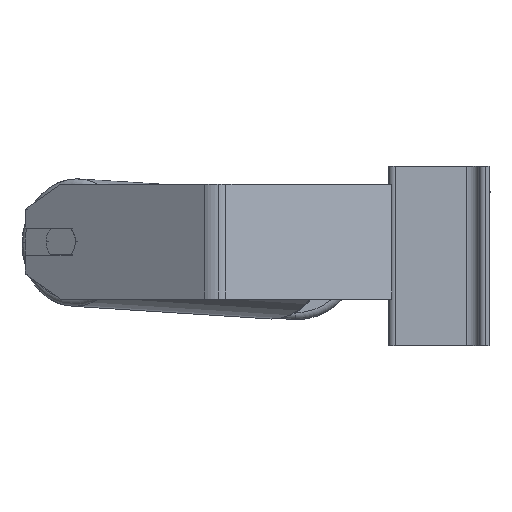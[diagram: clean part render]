
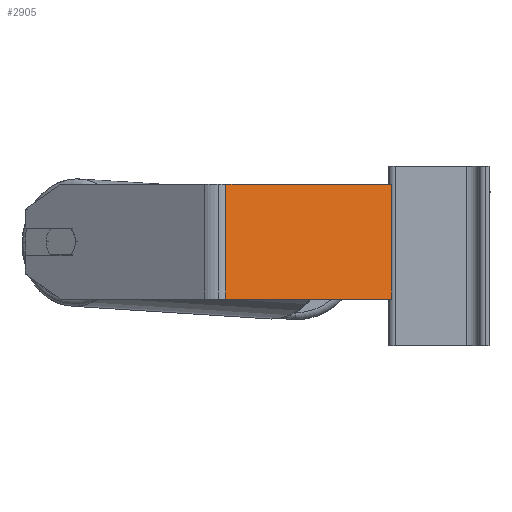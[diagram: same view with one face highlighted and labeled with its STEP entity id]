
A CAD part, left-side view. The second image highlights one B-rep face of the part: STEP entity #2905.
In plain terms, the highlighted planar face has unit normal (-0.94, -0.342, 0).
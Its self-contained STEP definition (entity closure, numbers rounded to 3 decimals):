
#104 = ORIENTED_EDGE ( 'NONE', *, *, #6546, .T. ) ;
#330 = VECTOR ( 'NONE', #3187, 1000. ) ;
#596 = PLANE ( 'NONE',  #2123 ) ;
#774 = ORIENTED_EDGE ( 'NONE', *, *, #9193, .F. ) ;
#1578 = VECTOR ( 'NONE', #10863, 1000. ) ;
#1607 = DIRECTION ( 'NONE',  ( -0.342, 0.94, 0. ) ) ;
#2123 = AXIS2_PLACEMENT_3D ( 'NONE', #3164, #9242, #1607 ) ;
#2893 = VERTEX_POINT ( 'NONE', #5604 ) ;
#2905 = ADVANCED_FACE ( 'NONE', ( #10795 ), #596, .F. ) ;
#3164 = CARTESIAN_POINT ( 'NONE',  ( -457.395, 139.249, 50. ) ) ;
#3169 = LINE ( 'NONE', #9247, #1578 ) ;
#3187 = DIRECTION ( 'NONE',  ( 0., 0., -1. ) ) ;
#3565 = VERTEX_POINT ( 'NONE', #6985 ) ;
#3739 = CARTESIAN_POINT ( 'NONE',  ( -457.395, 139.249, -30. ) ) ;
#3847 = LINE ( 'NONE', #4684, #7852 ) ;
#4033 = CARTESIAN_POINT ( 'NONE',  ( -412.518, 15.948, -30. ) ) ;
#4256 = LINE ( 'NONE', #3739, #8353 ) ;
#4684 = CARTESIAN_POINT ( 'NONE',  ( -412.518, 15.948, 50. ) ) ;
#5133 = CARTESIAN_POINT ( 'NONE',  ( -454.547, 131.422, -30. ) ) ;
#5181 = VERTEX_POINT ( 'NONE', #5133 ) ;
#5261 = EDGE_LOOP ( 'NONE', ( #9438, #774, #6172, #104 ) ) ;
#5604 = CARTESIAN_POINT ( 'NONE',  ( -454.547, 131.422, 50. ) ) ;
#5885 = EDGE_CURVE ( 'NONE', #2893, #3565, #3169, .T. ) ;
#6172 = ORIENTED_EDGE ( 'NONE', *, *, #5885, .F. ) ;
#6412 = EDGE_CURVE ( 'NONE', #5181, #7472, #4256, .T. ) ;
#6546 = EDGE_CURVE ( 'NONE', #2893, #5181, #10819, .T. ) ;
#6985 = CARTESIAN_POINT ( 'NONE',  ( -412.518, 15.948, 50. ) ) ;
#7472 = VERTEX_POINT ( 'NONE', #4033 ) ;
#7664 = DIRECTION ( 'NONE',  ( 0.342, -0.94, 0. ) ) ;
#7852 = VECTOR ( 'NONE', #9699, 1000. ) ;
#8353 = VECTOR ( 'NONE', #7664, 1000. ) ;
#9040 = CARTESIAN_POINT ( 'NONE',  ( -454.547, 131.422, 50. ) ) ;
#9193 = EDGE_CURVE ( 'NONE', #3565, #7472, #3847, .T. ) ;
#9242 = DIRECTION ( 'NONE',  ( 0.94, 0.342, 0. ) ) ;
#9247 = CARTESIAN_POINT ( 'NONE',  ( -457.395, 139.249, 50. ) ) ;
#9438 = ORIENTED_EDGE ( 'NONE', *, *, #6412, .T. ) ;
#9699 = DIRECTION ( 'NONE',  ( 0., 0., -1. ) ) ;
#10795 = FACE_OUTER_BOUND ( 'NONE', #5261, .T. ) ;
#10819 = LINE ( 'NONE', #9040, #330 ) ;
#10863 = DIRECTION ( 'NONE',  ( 0.342, -0.94, 0. ) ) ;
